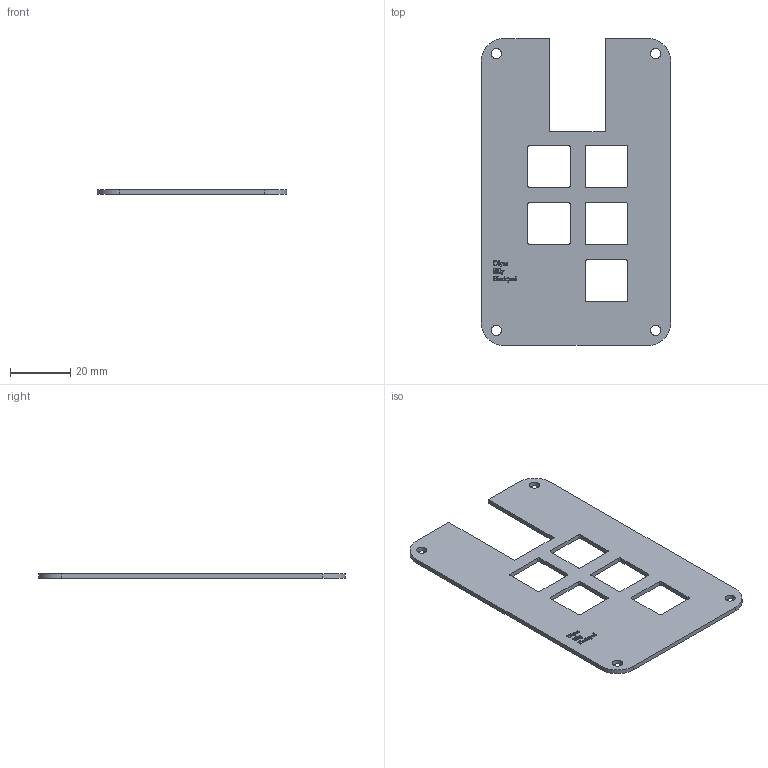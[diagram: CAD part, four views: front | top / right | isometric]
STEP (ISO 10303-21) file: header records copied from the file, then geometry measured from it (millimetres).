
FILE_DESCRIPTION(/* description */ (''),/* implementation_level */ '2;1');
FILE_NAME(/* name */ 'Hackpad Case 2.step',/* time_stamp */ '2025-11-22T08:54:38-05:00',/* author */ (''),/* organization */ (''),/* preprocessor_version */ 'ST-DEVELOPER v20.1',/* originating_system */ 'Autodesk Translation Framework v14.21.0.0',/* authorisation */ '');
FILE_SCHEMA (('AUTOMOTIVE_DESIGN { 1 0 10303 214 3 1 1 }'));
Length unit declared in the file: millimetre
Products named in the file (1): 2025-11-22-08-17-32-935
Bounding box: 63 x 102 x 1.5 mm (x, y, z)
Volume: 7182.3 mm3; surface area: 10645.1 mm2
Topology: 1 solids, 1 shells, 916 faces, 2667 edges, 1778 vertices
Faces by surface type: bspline 665, plane 223, cylinder 28
Full cylindrical faces by diameter (mm): 3.4 x4
Entity records: 36390 total; most frequent: CARTESIAN_POINT 16675, ORIENTED_EDGE 5334, EDGE_CURVE 2667, DIRECTION 1895, VERTEX_POINT 1778, B_SPLINE_CURVE_WITH_KNOTS 1332, LINE 1279, VECTOR 1279
